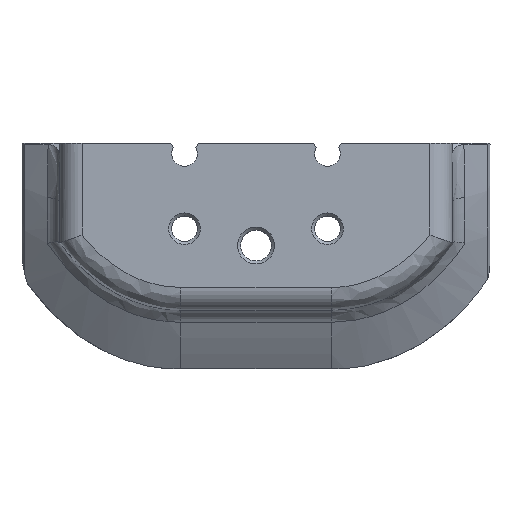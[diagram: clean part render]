
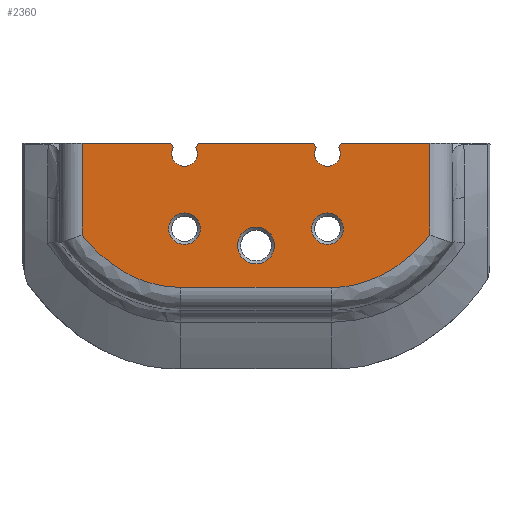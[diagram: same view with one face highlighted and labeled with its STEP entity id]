
A CAD part, top view. The second image highlights one B-rep face of the part: STEP entity #2360.
In plain terms, the highlighted planar face has unit normal (0, 0, 1).
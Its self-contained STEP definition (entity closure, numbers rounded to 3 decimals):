
#49=B_SPLINE_CURVE_WITH_KNOTS('',3,(#3556,#3557,#3558,#3559,#3560,#3561),
 .UNSPECIFIED.,.F.,.F.,(4,1,1,4),(-1.63,-1.164,-0.699,
-0.094),.UNSPECIFIED.);
#50=B_SPLINE_CURVE_WITH_KNOTS('',3,(#3565,#3566,#3567,#3568,#3569,#3570,
#3571),.UNSPECIFIED.,.F.,.F.,(4,1,1,1,4),(-1.536,-1.164,
-0.699,-0.233,0.),
 .UNSPECIFIED.);
#100=FACE_BOUND('',#354,.T.);
#101=FACE_BOUND('',#355,.T.);
#102=FACE_BOUND('',#356,.T.);
#108=PLANE('',#2535);
#212=FACE_OUTER_BOUND('',#353,.T.);
#353=EDGE_LOOP('',(#1672,#1673,#1674,#1675,#1676,#1677,#1678,#1679,#1680,
#1681,#1682,#1683,#1684,#1685));
#354=EDGE_LOOP('',(#1686));
#355=EDGE_LOOP('',(#1687));
#356=EDGE_LOOP('',(#1688));
#517=LINE('',#3550,#726);
#518=LINE('',#3552,#727);
#519=LINE('',#3554,#728);
#520=LINE('',#3563,#729);
#521=LINE('',#3573,#730);
#522=LINE('',#3575,#731);
#523=LINE('',#3577,#732);
#524=LINE('',#3581,#733);
#525=LINE('',#3583,#734);
#526=LINE('',#3585,#735);
#726=VECTOR('',#2829,10.);
#727=VECTOR('',#2830,10.);
#728=VECTOR('',#2831,10.);
#729=VECTOR('',#2832,10.);
#730=VECTOR('',#2833,10.);
#731=VECTOR('',#2834,10.);
#732=VECTOR('',#2835,10.);
#733=VECTOR('',#2838,10.);
#734=VECTOR('',#2839,10.);
#735=VECTOR('',#2840,10.);
#921=CIRCLE('',#2533,2.1);
#923=CIRCLE('',#2536,1.7);
#924=CIRCLE('',#2537,1.7);
#925=CIRCLE('',#2538,2.1);
#926=CIRCLE('',#2539,2.45);
#1041=VERTEX_POINT('',#3542);
#1043=VERTEX_POINT('',#3548);
#1044=VERTEX_POINT('',#3549);
#1045=VERTEX_POINT('',#3551);
#1046=VERTEX_POINT('',#3553);
#1047=VERTEX_POINT('',#3555);
#1048=VERTEX_POINT('',#3562);
#1049=VERTEX_POINT('',#3564);
#1050=VERTEX_POINT('',#3572);
#1051=VERTEX_POINT('',#3574);
#1052=VERTEX_POINT('',#3576);
#1053=VERTEX_POINT('',#3578);
#1054=VERTEX_POINT('',#3580);
#1055=VERTEX_POINT('',#3582);
#1056=VERTEX_POINT('',#3584);
#1057=VERTEX_POINT('',#3587);
#1058=VERTEX_POINT('',#3589);
#1281=EDGE_CURVE('',#1041,#1041,#921,.T.);
#1284=EDGE_CURVE('',#1043,#1044,#517,.T.);
#1285=EDGE_CURVE('',#1043,#1045,#518,.T.);
#1286=EDGE_CURVE('',#1046,#1045,#519,.T.);
#1287=EDGE_CURVE('',#1047,#1046,#49,.T.);
#1288=EDGE_CURVE('',#1048,#1047,#520,.T.);
#1289=EDGE_CURVE('',#1049,#1048,#50,.T.);
#1290=EDGE_CURVE('',#1050,#1049,#521,.T.);
#1291=EDGE_CURVE('',#1050,#1051,#522,.T.);
#1292=EDGE_CURVE('',#1052,#1051,#523,.T.);
#1293=EDGE_CURVE('',#1052,#1053,#923,.T.);
#1294=EDGE_CURVE('',#1054,#1053,#524,.T.);
#1295=EDGE_CURVE('',#1054,#1055,#525,.T.);
#1296=EDGE_CURVE('',#1056,#1055,#526,.T.);
#1297=EDGE_CURVE('',#1056,#1044,#924,.T.);
#1298=EDGE_CURVE('',#1057,#1057,#925,.T.);
#1299=EDGE_CURVE('',#1058,#1058,#926,.T.);
#1672=ORIENTED_EDGE('',*,*,#1284,.F.);
#1673=ORIENTED_EDGE('',*,*,#1285,.T.);
#1674=ORIENTED_EDGE('',*,*,#1286,.F.);
#1675=ORIENTED_EDGE('',*,*,#1287,.F.);
#1676=ORIENTED_EDGE('',*,*,#1288,.F.);
#1677=ORIENTED_EDGE('',*,*,#1289,.F.);
#1678=ORIENTED_EDGE('',*,*,#1290,.F.);
#1679=ORIENTED_EDGE('',*,*,#1291,.T.);
#1680=ORIENTED_EDGE('',*,*,#1292,.F.);
#1681=ORIENTED_EDGE('',*,*,#1293,.T.);
#1682=ORIENTED_EDGE('',*,*,#1294,.F.);
#1683=ORIENTED_EDGE('',*,*,#1295,.T.);
#1684=ORIENTED_EDGE('',*,*,#1296,.F.);
#1685=ORIENTED_EDGE('',*,*,#1297,.T.);
#1686=ORIENTED_EDGE('',*,*,#1298,.F.);
#1687=ORIENTED_EDGE('',*,*,#1299,.F.);
#1688=ORIENTED_EDGE('',*,*,#1281,.F.);
#2360=ADVANCED_FACE('',(#212,#100,#101,#102),#108,.F.);
#2533=AXIS2_PLACEMENT_3D('',#3543,#2822,#2823);
#2535=AXIS2_PLACEMENT_3D('',#3547,#2827,#2828);
#2536=AXIS2_PLACEMENT_3D('',#3579,#2836,#2837);
#2537=AXIS2_PLACEMENT_3D('',#3586,#2841,#2842);
#2538=AXIS2_PLACEMENT_3D('',#3588,#2843,#2844);
#2539=AXIS2_PLACEMENT_3D('',#3590,#2845,#2846);
#2822=DIRECTION('center_axis',(0.,0.,1.));
#2823=DIRECTION('ref_axis',(-1.,0.,0.));
#2827=DIRECTION('center_axis',(0.,0.,-1.));
#2828=DIRECTION('ref_axis',(-1.,0.,0.));
#2829=DIRECTION('',(0.42,-0.908,0.));
#2830=DIRECTION('',(-1.,0.,0.));
#2831=DIRECTION('',(0.,1.,0.));
#2832=DIRECTION('',(-1.,0.,0.));
#2833=DIRECTION('',(0.,-1.,0.));
#2834=DIRECTION('',(-1.,0.,0.));
#2835=DIRECTION('',(0.42,0.908,0.));
#2836=DIRECTION('center_axis',(0.,0.,-1.));
#2837=DIRECTION('ref_axis',(-1.,0.,0.));
#2838=DIRECTION('',(0.42,-0.908,0.));
#2839=DIRECTION('',(-1.,0.,0.));
#2840=DIRECTION('',(0.42,0.908,0.));
#2841=DIRECTION('center_axis',(0.,0.,-1.));
#2842=DIRECTION('ref_axis',(-1.,0.,0.));
#2843=DIRECTION('center_axis',(0.,0.,1.));
#2844=DIRECTION('ref_axis',(-1.,0.,0.));
#2845=DIRECTION('center_axis',(0.,0.,1.));
#2846=DIRECTION('ref_axis',(-1.,0.,0.));
#3542=CARTESIAN_POINT('',(11.6,72.225,46.881));
#3543=CARTESIAN_POINT('Origin',(9.5,72.225,46.881));
#3547=CARTESIAN_POINT('Origin',(0.,72.513,
46.881));
#3548=CARTESIAN_POINT('',(-11.3,83.6,46.881));
#3549=CARTESIAN_POINT('',(-11.018,82.99,46.881));
#3550=CARTESIAN_POINT('',(-8.121,76.728,46.881));
#3551=CARTESIAN_POINT('',(-23.1,83.6,46.881));
#3552=CARTESIAN_POINT('',(13.05,83.6,46.881));
#3553=CARTESIAN_POINT('',(-23.1,71.387,46.881));
#3554=CARTESIAN_POINT('',(-23.1,78.056,46.881));
#3555=CARTESIAN_POINT('',(-10.,64.43,46.881));
#3556=CARTESIAN_POINT('Ctrl Pts',(-10.,64.43,46.881));
#3557=CARTESIAN_POINT('Ctrl Pts',(-11.553,64.43,46.881));
#3558=CARTESIAN_POINT('Ctrl Pts',(-14.655,64.94,46.881));
#3559=CARTESIAN_POINT('Ctrl Pts',(-19.27,67.284,46.881));
#3560=CARTESIAN_POINT('Ctrl Pts',(-21.855,69.801,46.881));
#3561=CARTESIAN_POINT('Ctrl Pts',(-23.1,71.387,46.881));
#3562=CARTESIAN_POINT('',(10.,64.43,46.881));
#3563=CARTESIAN_POINT('',(-5.,64.43,46.881));
#3564=CARTESIAN_POINT('',(23.1,71.387,46.881));
#3565=CARTESIAN_POINT('Ctrl Pts',(23.1,71.387,46.881));
#3566=CARTESIAN_POINT('Ctrl Pts',(22.335,70.412,46.881));
#3567=CARTESIAN_POINT('Ctrl Pts',(20.431,68.358,46.881));
#3568=CARTESIAN_POINT('Ctrl Pts',(16.833,65.856,46.881));
#3569=CARTESIAN_POINT('Ctrl Pts',(13.107,64.617,46.881));
#3570=CARTESIAN_POINT('Ctrl Pts',(10.776,64.43,46.881));
#3571=CARTESIAN_POINT('Ctrl Pts',(10.,64.43,46.881));
#3572=CARTESIAN_POINT('',(23.1,83.6,46.881));
#3573=CARTESIAN_POINT('',(23.1,71.45,46.881));
#3574=CARTESIAN_POINT('',(11.3,83.6,46.881));
#3575=CARTESIAN_POINT('',(13.05,83.6,46.881));
#3576=CARTESIAN_POINT('',(11.018,82.99,46.881));
#3577=CARTESIAN_POINT('',(8.121,76.728,46.881));
#3578=CARTESIAN_POINT('',(7.982,82.99,46.881));
#3579=CARTESIAN_POINT('Origin',(9.5,82.225,46.881));
#3580=CARTESIAN_POINT('',(7.7,83.6,46.881));
#3581=CARTESIAN_POINT('',(9.204,80.348,46.881));
#3582=CARTESIAN_POINT('',(-7.7,83.6,46.881));
#3583=CARTESIAN_POINT('',(13.05,83.6,46.881));
#3584=CARTESIAN_POINT('',(-7.982,82.99,46.881));
#3585=CARTESIAN_POINT('',(-9.204,80.348,46.881));
#3586=CARTESIAN_POINT('Origin',(-9.5,82.225,46.881));
#3587=CARTESIAN_POINT('',(-7.4,72.225,46.881));
#3588=CARTESIAN_POINT('Origin',(-9.5,72.225,46.881));
#3589=CARTESIAN_POINT('',(2.45,70.,46.881));
#3590=CARTESIAN_POINT('Origin',(0.,70.,46.881));
